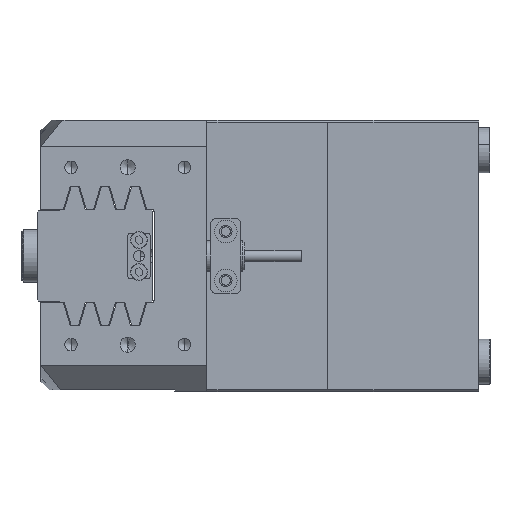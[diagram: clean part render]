
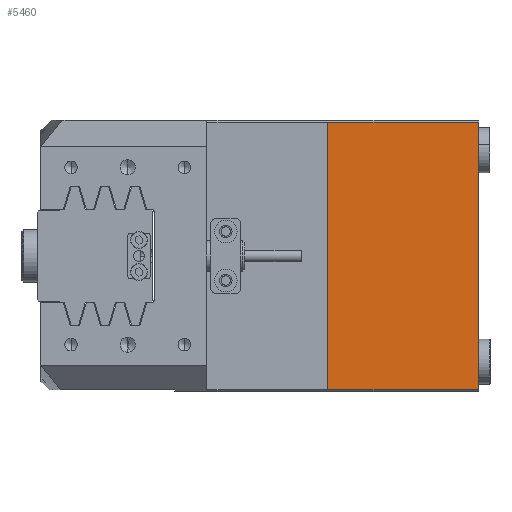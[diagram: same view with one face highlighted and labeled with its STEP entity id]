
A CAD part, left-side view. The second image highlights one B-rep face of the part: STEP entity #5460.
In plain terms, the highlighted planar face has unit normal (-1, 0, 0).
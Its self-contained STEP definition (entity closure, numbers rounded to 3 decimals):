
#242 = CARTESIAN_POINT ( 'NONE',  ( -62.5, 35.95, -40. ) ) ;
#497 = CARTESIAN_POINT ( 'NONE',  ( -62.5, 35.45, 0. ) ) ;
#2521 = VERTEX_POINT ( 'NONE', #9426 ) ;
#5460 = ADVANCED_FACE ( 'NONE', ( #8036 ), #23697, .F. ) ;
#6180 = ORIENTED_EDGE ( 'NONE', *, *, #39498, .F. ) ;
#6953 = VECTOR ( 'NONE', #40003, 1000. ) ;
#8036 = FACE_OUTER_BOUND ( 'NONE', #18617, .T. ) ;
#9426 = CARTESIAN_POINT ( 'NONE',  ( -62.5, -35.45, -40. ) ) ;
#9816 = DIRECTION ( 'NONE',  ( 0., 0., 1. ) ) ;
#10217 = CARTESIAN_POINT ( 'NONE',  ( -62.5, -35.45, -40. ) ) ;
#10850 = CARTESIAN_POINT ( 'NONE',  ( -62.5, 35.95, 0. ) ) ;
#11177 = CARTESIAN_POINT ( 'NONE',  ( -62.5, 35.95, -40. ) ) ;
#16209 = ORIENTED_EDGE ( 'NONE', *, *, #21385, .T. ) ;
#16610 = DIRECTION ( 'NONE',  ( 0., 1., 0. ) ) ;
#17427 = CARTESIAN_POINT ( 'NONE',  ( -62.5, 35.45, -40. ) ) ;
#18360 = CARTESIAN_POINT ( 'NONE',  ( -62.5, 35.45, -40. ) ) ;
#18617 = EDGE_LOOP ( 'NONE', ( #28338, #16209, #6180, #35643 ) ) ;
#19574 = VERTEX_POINT ( 'NONE', #22584 ) ;
#21385 = EDGE_CURVE ( 'NONE', #28085, #29629, #38800, .T. ) ;
#22312 = VECTOR ( 'NONE', #33427, 1000. ) ;
#22561 = VECTOR ( 'NONE', #9816, 1000. ) ;
#22584 = CARTESIAN_POINT ( 'NONE',  ( -62.5, -35.45, 0. ) ) ;
#23297 = DIRECTION ( 'NONE',  ( 0., 1., 0. ) ) ;
#23697 = PLANE ( 'NONE',  #37868 ) ;
#26412 = DIRECTION ( 'NONE',  ( 1., 0., 0. ) ) ;
#27372 = EDGE_CURVE ( 'NONE', #2521, #19574, #39510, .T. ) ;
#28085 = VERTEX_POINT ( 'NONE', #497 ) ;
#28338 = ORIENTED_EDGE ( 'NONE', *, *, #40101, .T. ) ;
#29629 = VERTEX_POINT ( 'NONE', #17427 ) ;
#33427 = DIRECTION ( 'NONE',  ( 0., 0., -1. ) ) ;
#33543 = VECTOR ( 'NONE', #16610, 1000. ) ;
#34558 = LINE ( 'NONE', #242, #6953 ) ;
#35496 = LINE ( 'NONE', #10850, #33543 ) ;
#35643 = ORIENTED_EDGE ( 'NONE', *, *, #27372, .T. ) ;
#37868 = AXIS2_PLACEMENT_3D ( 'NONE', #11177, #26412, #23297 ) ;
#38800 = LINE ( 'NONE', #18360, #22312 ) ;
#39498 = EDGE_CURVE ( 'NONE', #2521, #29629, #34558, .T. ) ;
#39510 = LINE ( 'NONE', #10217, #22561 ) ;
#40003 = DIRECTION ( 'NONE',  ( 0., 1., 0. ) ) ;
#40101 = EDGE_CURVE ( 'NONE', #19574, #28085, #35496, .T. ) ;
